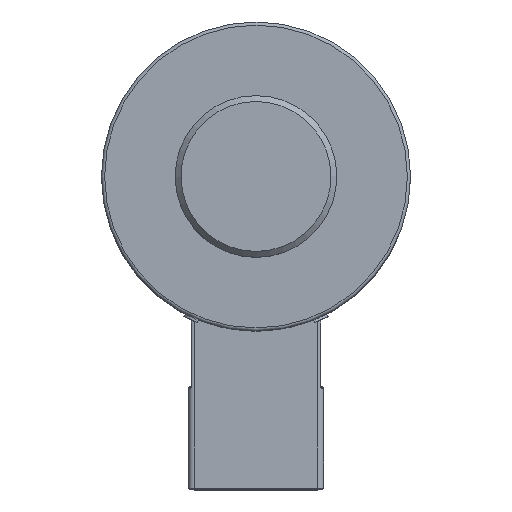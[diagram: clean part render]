
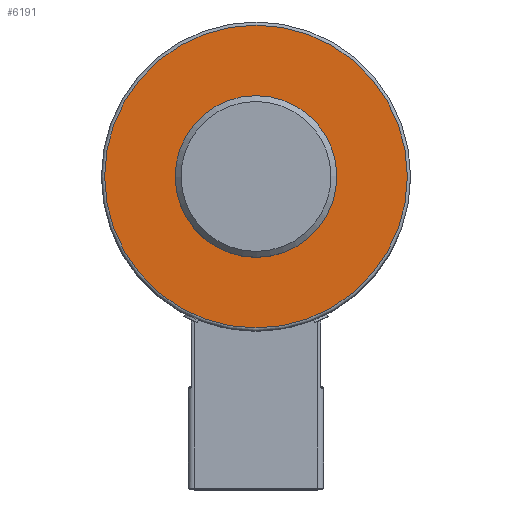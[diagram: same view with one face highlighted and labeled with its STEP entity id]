
A CAD part, top view. The second image highlights one B-rep face of the part: STEP entity #6191.
In plain terms, the highlighted planar face has unit normal (0, 0, 1).
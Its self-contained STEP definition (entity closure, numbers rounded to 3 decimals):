
#1072=PLANE('',#6723);
#1333=FACE_BOUND('',#1950,.T.);
#1518=FACE_OUTER_BOUND('',#1949,.T.);
#1949=EDGE_LOOP('',(#4740));
#1950=EDGE_LOOP('',(#4741));
#2340=CIRCLE('',#6724,51.5);
#2341=CIRCLE('',#6725,27.5);
#2790=VERTEX_POINT('',#10153);
#2791=VERTEX_POINT('',#10155);
#3508=EDGE_CURVE('',#2790,#2790,#2340,.T.);
#3509=EDGE_CURVE('',#2791,#2791,#2341,.T.);
#4740=ORIENTED_EDGE('',*,*,#3508,.F.);
#4741=ORIENTED_EDGE('',*,*,#3509,.F.);
#6191=ADVANCED_FACE('',(#1518,#1333),#1072,.T.);
#6723=AXIS2_PLACEMENT_3D('',#10152,#7934,#7935);
#6724=AXIS2_PLACEMENT_3D('',#10154,#7936,#7937);
#6725=AXIS2_PLACEMENT_3D('',#10156,#7938,#7939);
#7934=DIRECTION('center_axis',(0.,0.,
1.));
#7935=DIRECTION('ref_axis',(1.,0.,0.));
#7936=DIRECTION('center_axis',(0.,0.,
-1.));
#7937=DIRECTION('ref_axis',(0.,1.,0.));
#7938=DIRECTION('center_axis',(0.,0.,
1.));
#7939=DIRECTION('ref_axis',(0.01,-1.,0.));
#10152=CARTESIAN_POINT('Origin',(0.,51.134,
229.46));
#10153=CARTESIAN_POINT('',(0.,51.5,229.46));
#10154=CARTESIAN_POINT('Origin',(0.,0.,
229.46));
#10155=CARTESIAN_POINT('',(-0.264,27.499,229.46));
#10156=CARTESIAN_POINT('Origin',(0.,0.,
229.46));
